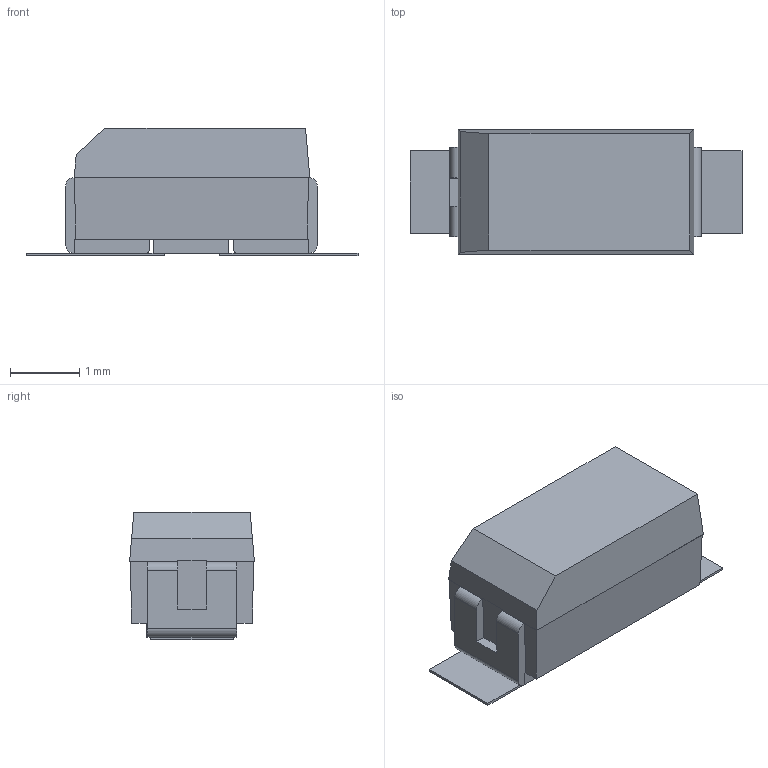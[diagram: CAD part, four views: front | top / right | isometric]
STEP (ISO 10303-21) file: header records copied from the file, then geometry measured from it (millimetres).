
FILE_DESCRIPTION (( 'STEP AP214' ), '1' );
FILE_NAME ('User Library-Solid Tantalum Chip Capacitor.STEP', '2019-01-24T05:21:24', ( '' ), ( '' ), 'SwSTEP 2.0', 'SolidWorks 2018', '' );
FILE_SCHEMA (( 'AUTOMOTIVE_DESIGN' ));
Length unit declared in the file: inch
Products named in the file (1): User Library-Solid Tantalum Chip Capacitor
Bounding box: 4.8 x 1.8 x 1.84 mm (x, y, z)
Volume: 10.6 mm3; surface area: 35.7 mm2
Topology: 1 solids, 1 shells, 66 faces, 177 edges, 110 vertices
Faces by surface type: plane 59, cylinder 7
Entity records: 2883 total; most frequent: ORIENTED_EDGE 354, CARTESIAN_POINT 354, DIRECTION 325, EDGE_CURVE 177, LINE 163, VECTOR 163, VERTEX_POINT 110, AXIS2_PLACEMENT_3D 81
